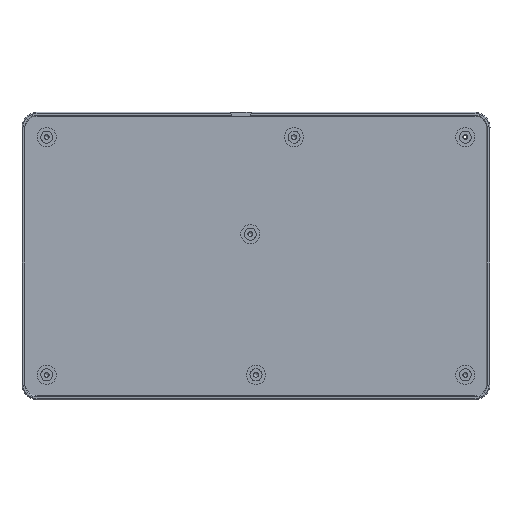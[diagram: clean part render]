
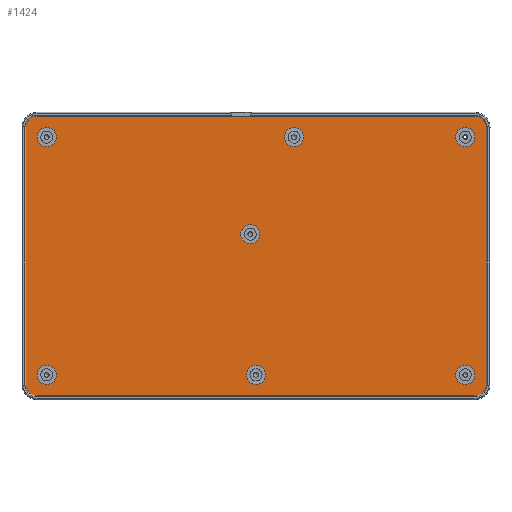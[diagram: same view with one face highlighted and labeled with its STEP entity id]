
A CAD part, top view. The second image highlights one B-rep face of the part: STEP entity #1424.
In plain terms, the highlighted planar face has unit normal (0, 0, 1).
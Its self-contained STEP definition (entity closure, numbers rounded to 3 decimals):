
#18=FACE_BOUND('',#270,.T.);
#19=FACE_BOUND('',#271,.T.);
#20=FACE_BOUND('',#272,.T.);
#21=FACE_BOUND('',#273,.T.);
#22=FACE_BOUND('',#274,.T.);
#23=FACE_BOUND('',#275,.T.);
#24=FACE_BOUND('',#276,.T.);
#67=PLANE('',#1574);
#174=FACE_OUTER_BOUND('',#269,.T.);
#269=EDGE_LOOP('',(#1219,#1220,#1221,#1222,#1223,#1224,#1225,#1226));
#270=EDGE_LOOP('',(#1227));
#271=EDGE_LOOP('',(#1228));
#272=EDGE_LOOP('',(#1229));
#273=EDGE_LOOP('',(#1230));
#274=EDGE_LOOP('',(#1231));
#275=EDGE_LOOP('',(#1232));
#276=EDGE_LOOP('',(#1233));
#411=LINE('',#2354,#532);
#414=LINE('',#2362,#535);
#417=LINE('',#2370,#538);
#428=LINE('',#2393,#549);
#532=VECTOR('',#1904,10.);
#535=VECTOR('',#1913,10.);
#538=VECTOR('',#1922,10.);
#549=VECTOR('',#1947,10.);
#605=CIRCLE('',#1560,6.);
#606=CIRCLE('',#1563,6.);
#607=CIRCLE('',#1566,6.);
#608=CIRCLE('',#1569,6.);
#609=CIRCLE('',#1575,5.);
#610=CIRCLE('',#1576,5.);
#611=CIRCLE('',#1577,5.);
#612=CIRCLE('',#1578,5.);
#613=CIRCLE('',#1579,5.);
#614=CIRCLE('',#1580,5.);
#615=CIRCLE('',#1581,5.);
#720=VERTEX_POINT('',#2346);
#721=VERTEX_POINT('',#2348);
#722=VERTEX_POINT('',#2352);
#723=VERTEX_POINT('',#2356);
#724=VERTEX_POINT('',#2360);
#725=VERTEX_POINT('',#2364);
#726=VERTEX_POINT('',#2368);
#727=VERTEX_POINT('',#2372);
#732=VERTEX_POINT('',#2394);
#733=VERTEX_POINT('',#2396);
#734=VERTEX_POINT('',#2398);
#735=VERTEX_POINT('',#2400);
#736=VERTEX_POINT('',#2402);
#737=VERTEX_POINT('',#2404);
#738=VERTEX_POINT('',#2406);
#884=EDGE_CURVE('',#721,#720,#605,.T.);
#887=EDGE_CURVE('',#720,#722,#411,.T.);
#889=EDGE_CURVE('',#722,#723,#606,.T.);
#891=EDGE_CURVE('',#723,#724,#414,.T.);
#893=EDGE_CURVE('',#724,#725,#607,.T.);
#895=EDGE_CURVE('',#725,#726,#417,.T.);
#897=EDGE_CURVE('',#726,#727,#608,.T.);
#907=EDGE_CURVE('',#721,#727,#428,.T.);
#908=EDGE_CURVE('',#732,#732,#609,.T.);
#909=EDGE_CURVE('',#733,#733,#610,.T.);
#910=EDGE_CURVE('',#734,#734,#611,.T.);
#911=EDGE_CURVE('',#735,#735,#612,.T.);
#912=EDGE_CURVE('',#736,#736,#613,.T.);
#913=EDGE_CURVE('',#737,#737,#614,.T.);
#914=EDGE_CURVE('',#738,#738,#615,.T.);
#1219=ORIENTED_EDGE('',*,*,#907,.F.);
#1220=ORIENTED_EDGE('',*,*,#884,.T.);
#1221=ORIENTED_EDGE('',*,*,#887,.T.);
#1222=ORIENTED_EDGE('',*,*,#889,.T.);
#1223=ORIENTED_EDGE('',*,*,#891,.T.);
#1224=ORIENTED_EDGE('',*,*,#893,.T.);
#1225=ORIENTED_EDGE('',*,*,#895,.T.);
#1226=ORIENTED_EDGE('',*,*,#897,.T.);
#1227=ORIENTED_EDGE('',*,*,#908,.F.);
#1228=ORIENTED_EDGE('',*,*,#909,.F.);
#1229=ORIENTED_EDGE('',*,*,#910,.F.);
#1230=ORIENTED_EDGE('',*,*,#911,.F.);
#1231=ORIENTED_EDGE('',*,*,#912,.F.);
#1232=ORIENTED_EDGE('',*,*,#913,.F.);
#1233=ORIENTED_EDGE('',*,*,#914,.F.);
#1424=ADVANCED_FACE('',(#174,#18,#19,#20,#21,#22,#23,#24),#67,.T.);
#1560=AXIS2_PLACEMENT_3D('',#2349,#1898,#1899);
#1563=AXIS2_PLACEMENT_3D('',#2358,#1908,#1909);
#1566=AXIS2_PLACEMENT_3D('',#2366,#1917,#1918);
#1569=AXIS2_PLACEMENT_3D('',#2374,#1926,#1927);
#1574=AXIS2_PLACEMENT_3D('',#2392,#1945,#1946);
#1575=AXIS2_PLACEMENT_3D('',#2395,#1948,#1949);
#1576=AXIS2_PLACEMENT_3D('',#2397,#1950,#1951);
#1577=AXIS2_PLACEMENT_3D('',#2399,#1952,#1953);
#1578=AXIS2_PLACEMENT_3D('',#2401,#1954,#1955);
#1579=AXIS2_PLACEMENT_3D('',#2403,#1956,#1957);
#1580=AXIS2_PLACEMENT_3D('',#2405,#1958,#1959);
#1581=AXIS2_PLACEMENT_3D('',#2407,#1960,#1961);
#1898=DIRECTION('center_axis',(0.,0.,1.));
#1899=DIRECTION('ref_axis',(0.,1.,0.));
#1904=DIRECTION('',(0.,-1.,0.));
#1908=DIRECTION('center_axis',(0.,0.,1.));
#1909=DIRECTION('ref_axis',(-1.,0.,0.));
#1913=DIRECTION('',(1.,0.,0.));
#1917=DIRECTION('center_axis',(0.,0.,1.));
#1918=DIRECTION('ref_axis',(0.,-1.,0.));
#1922=DIRECTION('',(0.,1.,0.));
#1926=DIRECTION('center_axis',(0.,0.,1.));
#1927=DIRECTION('ref_axis',(1.,0.,0.));
#1945=DIRECTION('center_axis',(0.,0.,1.));
#1946=DIRECTION('ref_axis',(1.,0.,0.));
#1947=DIRECTION('',(1.,0.,0.));
#1948=DIRECTION('center_axis',(0.,0.,1.));
#1949=DIRECTION('ref_axis',(1.,0.,0.));
#1950=DIRECTION('center_axis',(0.,0.,1.));
#1951=DIRECTION('ref_axis',(1.,0.,0.));
#1952=DIRECTION('center_axis',(0.,0.,1.));
#1953=DIRECTION('ref_axis',(1.,0.,0.));
#1954=DIRECTION('center_axis',(0.,0.,1.));
#1955=DIRECTION('ref_axis',(1.,0.,0.));
#1956=DIRECTION('center_axis',(0.,0.,1.));
#1957=DIRECTION('ref_axis',(1.,0.,0.));
#1958=DIRECTION('center_axis',(0.,0.,1.));
#1959=DIRECTION('ref_axis',(1.,0.,0.));
#1960=DIRECTION('center_axis',(0.,0.,1.));
#1961=DIRECTION('ref_axis',(1.,0.,0.));
#2346=CARTESIAN_POINT('',(-275.,61.,0.));
#2348=CARTESIAN_POINT('',(-269.,67.,0.));
#2349=CARTESIAN_POINT('Origin',(-269.,61.,0.));
#2352=CARTESIAN_POINT('',(-275.,-74.,0.));
#2354=CARTESIAN_POINT('',(-275.,-40.25,0.));
#2356=CARTESIAN_POINT('',(-269.,-80.,0.));
#2358=CARTESIAN_POINT('Origin',(-269.,-74.,0.));
#2360=CARTESIAN_POINT('',(-39.,-80.,0.));
#2362=CARTESIAN_POINT('',(-96.5,-80.,0.));
#2364=CARTESIAN_POINT('',(-33.,-74.,0.));
#2366=CARTESIAN_POINT('Origin',(-39.,-74.,0.));
#2368=CARTESIAN_POINT('',(-33.,61.,0.));
#2370=CARTESIAN_POINT('',(-33.,27.25,0.));
#2372=CARTESIAN_POINT('',(-39.,67.,0.));
#2374=CARTESIAN_POINT('Origin',(-39.,61.,0.));
#2392=CARTESIAN_POINT('Origin',(-154.,-6.5,0.));
#2393=CARTESIAN_POINT('',(-169.,67.,0.));
#2394=CARTESIAN_POINT('',(-269.,-69.,0.));
#2395=CARTESIAN_POINT('Origin',(-264.,-69.,0.));
#2396=CARTESIAN_POINT('',(-162.,5.,0.));
#2397=CARTESIAN_POINT('Origin',(-157.,5.,0.));
#2398=CARTESIAN_POINT('',(-159.,-69.,0.));
#2399=CARTESIAN_POINT('Origin',(-154.,-69.,0.));
#2400=CARTESIAN_POINT('',(-139.,56.,0.));
#2401=CARTESIAN_POINT('Origin',(-134.,56.,0.));
#2402=CARTESIAN_POINT('',(-49.,-69.,0.));
#2403=CARTESIAN_POINT('Origin',(-44.,-69.,0.));
#2404=CARTESIAN_POINT('',(-49.,56.,0.));
#2405=CARTESIAN_POINT('Origin',(-44.,56.,0.));
#2406=CARTESIAN_POINT('',(-269.,56.,0.));
#2407=CARTESIAN_POINT('Origin',(-264.,56.,0.));
